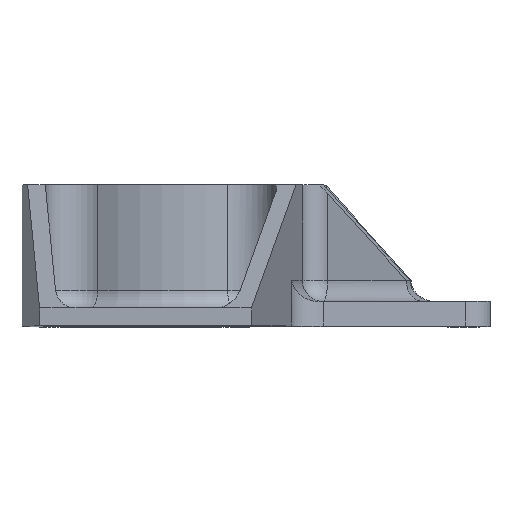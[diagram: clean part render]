
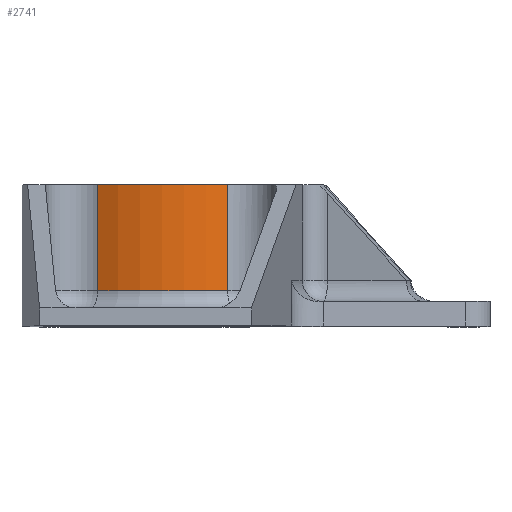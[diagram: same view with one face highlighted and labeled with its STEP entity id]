
A CAD part, top view. The second image highlights one B-rep face of the part: STEP entity #2741.
In plain terms, the highlighted cylindrical face has radius 42 mm (diameter 84 mm), a partial arc.
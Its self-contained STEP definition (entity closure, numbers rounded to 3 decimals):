
#1475=CARTESIAN_POINT('Vertex',(-20.541,53.,36.634)) ;
#1478=CARTESIAN_POINT('Axis2P3D Location',(0.,53.,0.)) ;
#1482=CARTESIAN_POINT('Vertex',(16.206,53.,38.747)) ;
#2698=CARTESIAN_POINT('Vertex',(-20.541,23.,36.634)) ;
#2701=CARTESIAN_POINT('Line Origine',(-20.541,35.5,36.634)) ;
#2718=CARTESIAN_POINT('Axis2P3D Location',(0.,33.,0.)) ;
#2723=CARTESIAN_POINT('Line Origine',(16.206,33.,38.747)) ;
#2727=CARTESIAN_POINT('Vertex',(16.206,23.,38.747)) ;
#2730=CARTESIAN_POINT('Axis2P3D Location',(0.,23.,0.)) ;
#1479=DIRECTION('Axis2P3D Direction',(0.,1.,0.)) ;
#2702=DIRECTION('Vector Direction',(0.,-1.,0.)) ;
#2719=DIRECTION('Axis2P3D Direction',(0.,1.,0.)) ;
#2720=DIRECTION('Axis2P3D XDirection',(0.878,0.,-0.479)) ;
#2724=DIRECTION('Vector Direction',(0.,1.,0.)) ;
#2731=DIRECTION('Axis2P3D Direction',(0.,1.,0.)) ;
#1480=AXIS2_PLACEMENT_3D('Circle Axis2P3D',#1478,#1479,$) ;
#2721=AXIS2_PLACEMENT_3D('Cylinder Axis2P3D',#2718,#2719,#2720) ;
#2732=AXIS2_PLACEMENT_3D('Circle Axis2P3D',#2730,#2731,$) ;
#2736=ORIENTED_EDGE('',*,*,#2729,.T.) ;
#2737=ORIENTED_EDGE('',*,*,#1484,.T.) ;
#2738=ORIENTED_EDGE('',*,*,#2705,.F.) ;
#2739=ORIENTED_EDGE('',*,*,#2734,.T.) ;
#2703=VECTOR('Line Direction',#2702,1.) ;
#2725=VECTOR('Line Direction',#2724,1.) ;
#2741=ADVANCED_FACE('Corps principal',(#2740),#2722,.T.) ;
#1481=CIRCLE('generated circle',#1480,42.) ;
#2733=CIRCLE('generated circle',#2732,42.) ;
#2722=CYLINDRICAL_SURFACE('generated cylinder',#2721,42.) ;
#1484=EDGE_CURVE('',#1483,#1476,#1481,.F.) ;
#2705=EDGE_CURVE('',#2699,#1476,#2704,.F.) ;
#2729=EDGE_CURVE('',#2728,#1483,#2726,.T.) ;
#2734=EDGE_CURVE('',#2699,#2728,#2733,.T.) ;
#2735=EDGE_LOOP('',(#2736,#2737,#2738,#2739)) ;
#2740=FACE_OUTER_BOUND('',#2735,.T.) ;
#2704=LINE('Line',#2701,#2703) ;
#2726=LINE('Line',#2723,#2725) ;
#1476=VERTEX_POINT('',#1475) ;
#1483=VERTEX_POINT('',#1482) ;
#2699=VERTEX_POINT('',#2698) ;
#2728=VERTEX_POINT('',#2727) ;
